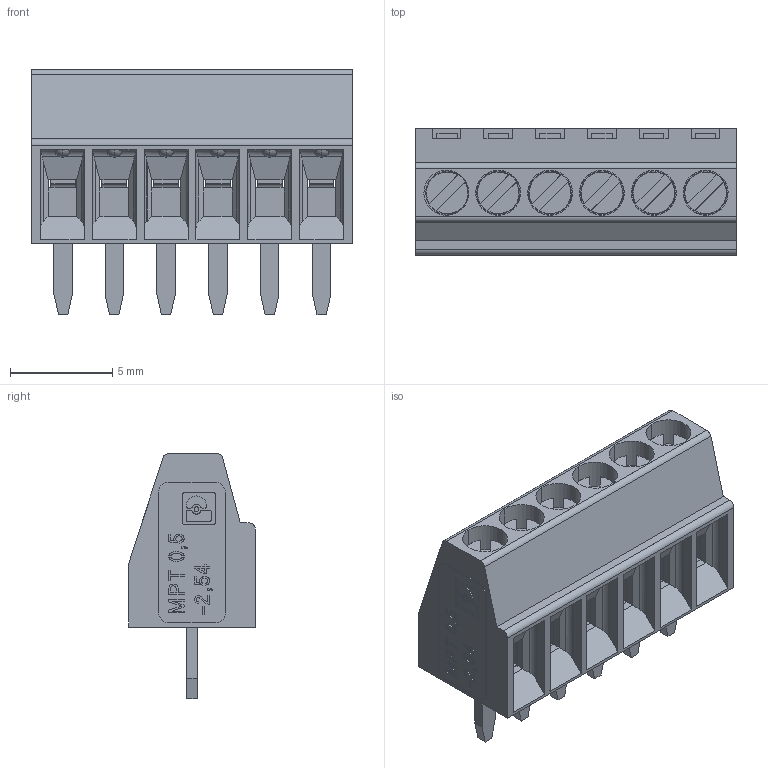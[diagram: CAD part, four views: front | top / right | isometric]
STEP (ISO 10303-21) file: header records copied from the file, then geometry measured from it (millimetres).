
FILE_DESCRIPTION(('STEP AP203'),'1');
FILE_NAME('1725698.stp','2025-05-09T08:10:00',('TraceParts'),('TraceParts S.A.'),'Spatial InterOp 3D',' ',' ');
FILE_SCHEMA(('CONFIG_CONTROL_DESIGN'));
Length unit declared in the file: millimetre
Products named in the file (1): 1
Bounding box: 15.76 x 6.2 x 12 mm (x, y, z)
Volume: 486.6 mm3; surface area: 1911.5 mm2
Topology: 19 solids, 19 shells, 1104 faces, 3042 edges, 1996 vertices
Faces by surface type: plane 846, cylinder 222, cone 24, sphere 12
Entity records: 37480 total; most frequent: CARTESIAN_POINT 8933, ORIENTED_EDGE 6084, DIRECTION 5654, EDGE_CURVE 3042, LINE 2412, VECTOR 2412, VERTEX_POINT 1996, AXIS2_PLACEMENT_3D 1621
